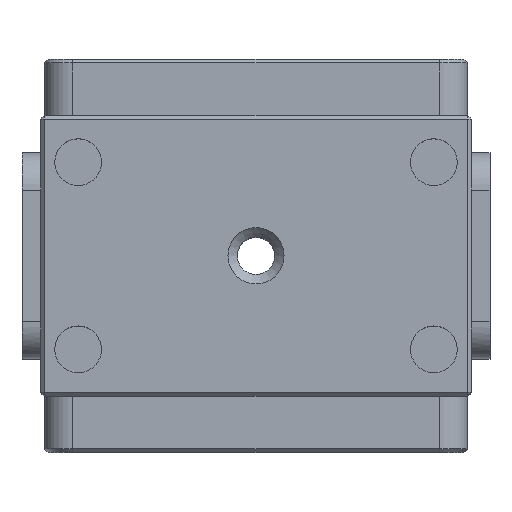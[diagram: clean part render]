
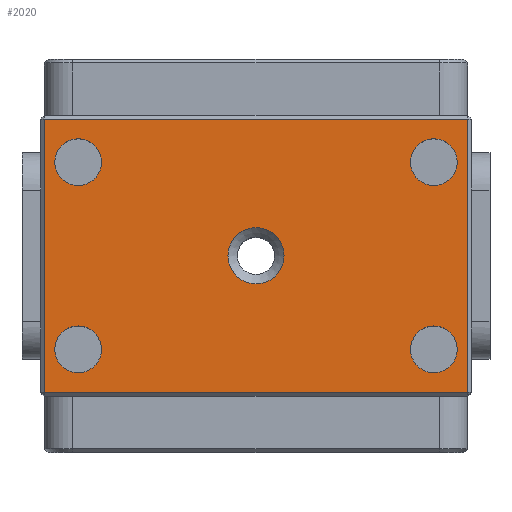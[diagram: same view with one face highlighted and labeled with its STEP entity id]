
A CAD part, top view. The second image highlights one B-rep face of the part: STEP entity #2020.
In plain terms, the highlighted planar face has unit normal (0, 0, 1).
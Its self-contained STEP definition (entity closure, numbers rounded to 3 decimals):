
#86=FACE_BOUND('',#431,.T.);
#87=FACE_BOUND('',#432,.T.);
#88=FACE_BOUND('',#433,.T.);
#89=FACE_BOUND('',#434,.T.);
#90=FACE_BOUND('',#435,.T.);
#158=PLANE('',#2230);
#284=FACE_OUTER_BOUND('',#430,.T.);
#430=EDGE_LOOP('',(#1834,#1835,#1836,#1837));
#431=EDGE_LOOP('',(#1838));
#432=EDGE_LOOP('',(#1839));
#433=EDGE_LOOP('',(#1840));
#434=EDGE_LOOP('',(#1841));
#435=EDGE_LOOP('',(#1842));
#609=LINE('',#3789,#785);
#613=LINE('',#3797,#789);
#614=LINE('',#3799,#790);
#615=LINE('',#3803,#791);
#785=VECTOR('',#2754,10.);
#789=VECTOR('',#2764,10.);
#790=VECTOR('',#2767,10.);
#791=VECTOR('',#2774,10.);
#874=CIRCLE('',#2231,1.5);
#875=CIRCLE('',#2232,1.25);
#876=CIRCLE('',#2233,1.25);
#877=CIRCLE('',#2234,1.25);
#878=CIRCLE('',#2235,1.25);
#1028=VERTEX_POINT('',#3769);
#1030=VERTEX_POINT('',#3779);
#1031=VERTEX_POINT('',#3784);
#1032=VERTEX_POINT('',#3793);
#1033=VERTEX_POINT('',#3815);
#1034=VERTEX_POINT('',#3817);
#1035=VERTEX_POINT('',#3819);
#1036=VERTEX_POINT('',#3821);
#1037=VERTEX_POINT('',#3823);
#1295=EDGE_CURVE('',#1031,#1028,#609,.T.);
#1299=EDGE_CURVE('',#1030,#1032,#613,.T.);
#1300=EDGE_CURVE('',#1032,#1031,#614,.T.);
#1301=EDGE_CURVE('',#1028,#1030,#615,.T.);
#1306=EDGE_CURVE('',#1033,#1033,#874,.T.);
#1307=EDGE_CURVE('',#1034,#1034,#875,.T.);
#1308=EDGE_CURVE('',#1035,#1035,#876,.T.);
#1309=EDGE_CURVE('',#1036,#1036,#877,.T.);
#1310=EDGE_CURVE('',#1037,#1037,#878,.T.);
#1834=ORIENTED_EDGE('',*,*,#1299,.F.);
#1835=ORIENTED_EDGE('',*,*,#1301,.F.);
#1836=ORIENTED_EDGE('',*,*,#1295,.F.);
#1837=ORIENTED_EDGE('',*,*,#1300,.F.);
#1838=ORIENTED_EDGE('',*,*,#1306,.F.);
#1839=ORIENTED_EDGE('',*,*,#1307,.T.);
#1840=ORIENTED_EDGE('',*,*,#1308,.T.);
#1841=ORIENTED_EDGE('',*,*,#1309,.T.);
#1842=ORIENTED_EDGE('',*,*,#1310,.T.);
#2020=ADVANCED_FACE('',(#284,#86,#87,#88,#89,#90),#158,.T.);
#2230=AXIS2_PLACEMENT_3D('',#3814,#2791,#2792);
#2231=AXIS2_PLACEMENT_3D('',#3816,#2793,#2794);
#2232=AXIS2_PLACEMENT_3D('',#3818,#2795,#2796);
#2233=AXIS2_PLACEMENT_3D('',#3820,#2797,#2798);
#2234=AXIS2_PLACEMENT_3D('',#3822,#2799,#2800);
#2235=AXIS2_PLACEMENT_3D('',#3824,#2801,#2802);
#2754=DIRECTION('',(1.,0.,0.));
#2764=DIRECTION('',(-1.,0.,0.));
#2767=DIRECTION('',(0.,1.,0.));
#2774=DIRECTION('',(0.,-1.,0.));
#2791=DIRECTION('center_axis',(0.,0.,1.));
#2792=DIRECTION('ref_axis',(-1.,0.,0.));
#2793=DIRECTION('center_axis',(0.,0.,1.));
#2794=DIRECTION('ref_axis',(-1.,0.,0.));
#2795=DIRECTION('center_axis',(0.,0.,-1.));
#2796=DIRECTION('ref_axis',(-1.,0.,0.));
#2797=DIRECTION('center_axis',(0.,0.,-1.));
#2798=DIRECTION('ref_axis',(-1.,0.,0.));
#2799=DIRECTION('center_axis',(0.,0.,-1.));
#2800=DIRECTION('ref_axis',(-1.,0.,0.));
#2801=DIRECTION('center_axis',(0.,0.,-1.));
#2802=DIRECTION('ref_axis',(-1.,0.,0.));
#3769=CARTESIAN_POINT('',(11.3,7.3,19.));
#3779=CARTESIAN_POINT('',(11.3,-7.3,19.));
#3784=CARTESIAN_POINT('',(-11.3,7.3,19.));
#3789=CARTESIAN_POINT('',(-5.75,7.3,19.));
#3793=CARTESIAN_POINT('',(-11.3,-7.3,19.));
#3797=CARTESIAN_POINT('',(5.75,-7.3,19.));
#3799=CARTESIAN_POINT('',(-11.3,-3.75,19.));
#3803=CARTESIAN_POINT('',(11.3,3.75,19.));
#3814=CARTESIAN_POINT('Origin',(0.,0.,19.));
#3815=CARTESIAN_POINT('',(1.5,0.,19.));
#3816=CARTESIAN_POINT('Origin',(0.,0.,
19.));
#3817=CARTESIAN_POINT('',(-8.25,5.,19.));
#3818=CARTESIAN_POINT('Origin',(-9.5,5.,19.));
#3819=CARTESIAN_POINT('',(10.75,5.,19.));
#3820=CARTESIAN_POINT('Origin',(9.5,5.,19.));
#3821=CARTESIAN_POINT('',(-8.25,-5.,19.));
#3822=CARTESIAN_POINT('Origin',(-9.5,-5.,19.));
#3823=CARTESIAN_POINT('',(10.75,-5.,19.));
#3824=CARTESIAN_POINT('Origin',(9.5,-5.,19.));
